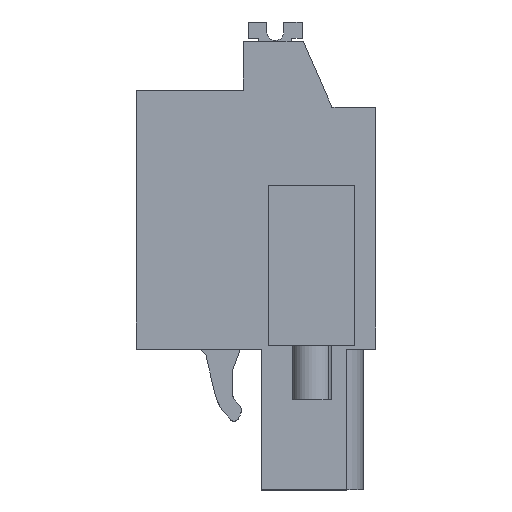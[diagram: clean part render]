
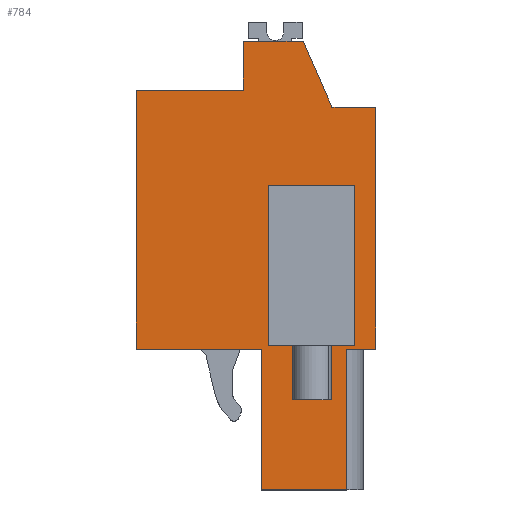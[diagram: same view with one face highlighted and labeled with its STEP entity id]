
A CAD part, left-side view. The second image highlights one B-rep face of the part: STEP entity #784.
In plain terms, the highlighted planar face has unit normal (-1, 0, 0).
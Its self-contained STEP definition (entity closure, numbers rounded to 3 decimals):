
#666=AXIS2_PLACEMENT_3D('Plane Axis2P3D',#663,#664,#665) ;
#42=CARTESIAN_POINT('Vertex',(4.9,7.85,26.59)) ;
#45=CARTESIAN_POINT('Line Origine',(4.9,6.075,26.59)) ;
#49=CARTESIAN_POINT('Vertex',(4.9,4.3,26.59)) ;
#552=CARTESIAN_POINT('Vertex',(4.9,7.85,23.69)) ;
#555=CARTESIAN_POINT('Line Origine',(4.9,7.85,25.14)) ;
#663=CARTESIAN_POINT('Axis2P3D Location',(4.9,6.8,8.35)) ;
#668=CARTESIAN_POINT('Line Origine',(4.9,1.725,4.175)) ;
#672=CARTESIAN_POINT('Vertex',(4.9,1.725,8.35)) ;
#674=CARTESIAN_POINT('Vertex',(4.9,1.725,0.)) ;
#677=CARTESIAN_POINT('Line Origine',(4.9,0.862,8.35)) ;
#681=CARTESIAN_POINT('Vertex',(4.9,0.,8.35)) ;
#684=CARTESIAN_POINT('Line Origine',(4.9,0.,15.52)) ;
#688=CARTESIAN_POINT('Vertex',(4.9,0.,22.69)) ;
#691=CARTESIAN_POINT('Line Origine',(4.9,1.3,22.69)) ;
#695=CARTESIAN_POINT('Vertex',(4.9,2.6,22.69)) ;
#698=CARTESIAN_POINT('Line Origine',(4.9,3.45,24.64)) ;
#703=CARTESIAN_POINT('Line Origine',(4.9,11.025,23.69)) ;
#707=CARTESIAN_POINT('Vertex',(4.9,14.2,23.69)) ;
#710=CARTESIAN_POINT('Line Origine',(4.9,14.2,16.02)) ;
#714=CARTESIAN_POINT('Vertex',(4.9,14.2,8.35)) ;
#717=CARTESIAN_POINT('Line Origine',(4.9,10.485,8.35)) ;
#721=CARTESIAN_POINT('Vertex',(4.9,6.771,8.35)) ;
#724=CARTESIAN_POINT('Line Origine',(4.9,6.771,4.175)) ;
#728=CARTESIAN_POINT('Vertex',(4.9,6.771,0.)) ;
#731=CARTESIAN_POINT('Line Origine',(4.9,4.248,0.)) ;
#750=CARTESIAN_POINT('Line Origine',(4.9,3.8,8.55)) ;
#754=CARTESIAN_POINT('Vertex',(4.9,6.35,8.55)) ;
#756=CARTESIAN_POINT('Vertex',(4.9,1.25,8.55)) ;
#759=CARTESIAN_POINT('Line Origine',(4.9,6.35,13.3)) ;
#763=CARTESIAN_POINT('Vertex',(4.9,6.35,18.05)) ;
#766=CARTESIAN_POINT('Line Origine',(4.9,3.8,18.05)) ;
#770=CARTESIAN_POINT('Vertex',(4.9,1.25,18.05)) ;
#773=CARTESIAN_POINT('Line Origine',(4.9,1.25,13.3)) ;
#46=DIRECTION('Vector Direction',(0.,1.,0.)) ;
#556=DIRECTION('Vector Direction',(0.,0.,-1.)) ;
#664=DIRECTION('Axis2P3D Direction',(1.,0.,0.)) ;
#665=DIRECTION('Axis2P3D XDirection',(0.,1.,0.)) ;
#669=DIRECTION('Vector Direction',(0.,0.,-1.)) ;
#678=DIRECTION('Vector Direction',(0.,-1.,0.)) ;
#685=DIRECTION('Vector Direction',(0.,0.,-1.)) ;
#692=DIRECTION('Vector Direction',(0.,1.,0.)) ;
#699=DIRECTION('Vector Direction',(0.,0.4,0.917)) ;
#704=DIRECTION('Vector Direction',(0.,1.,0.)) ;
#711=DIRECTION('Vector Direction',(0.,0.,1.)) ;
#718=DIRECTION('Vector Direction',(0.,1.,0.)) ;
#725=DIRECTION('Vector Direction',(0.,0.,-1.)) ;
#732=DIRECTION('Vector Direction',(0.,1.,0.)) ;
#751=DIRECTION('Vector Direction',(0.,-1.,0.)) ;
#760=DIRECTION('Vector Direction',(0.,0.,-1.)) ;
#767=DIRECTION('Vector Direction',(0.,-1.,0.)) ;
#774=DIRECTION('Vector Direction',(0.,0.,-1.)) ;
#47=VECTOR('Line Direction',#46,1.) ;
#557=VECTOR('Line Direction',#556,1.) ;
#670=VECTOR('Line Direction',#669,1.) ;
#679=VECTOR('Line Direction',#678,1.) ;
#686=VECTOR('Line Direction',#685,1.) ;
#693=VECTOR('Line Direction',#692,1.) ;
#700=VECTOR('Line Direction',#699,1.) ;
#705=VECTOR('Line Direction',#704,1.) ;
#712=VECTOR('Line Direction',#711,1.) ;
#719=VECTOR('Line Direction',#718,1.) ;
#726=VECTOR('Line Direction',#725,1.) ;
#733=VECTOR('Line Direction',#732,1.) ;
#752=VECTOR('Line Direction',#751,1.) ;
#761=VECTOR('Line Direction',#760,1.) ;
#768=VECTOR('Line Direction',#767,1.) ;
#775=VECTOR('Line Direction',#774,1.) ;
#737=ORIENTED_EDGE('',*,*,#676,.F.) ;
#738=ORIENTED_EDGE('',*,*,#683,.F.) ;
#739=ORIENTED_EDGE('',*,*,#690,.F.) ;
#740=ORIENTED_EDGE('',*,*,#697,.T.) ;
#741=ORIENTED_EDGE('',*,*,#702,.T.) ;
#742=ORIENTED_EDGE('',*,*,#51,.T.) ;
#743=ORIENTED_EDGE('',*,*,#559,.T.) ;
#744=ORIENTED_EDGE('',*,*,#709,.T.) ;
#745=ORIENTED_EDGE('',*,*,#716,.F.) ;
#746=ORIENTED_EDGE('',*,*,#723,.F.) ;
#747=ORIENTED_EDGE('',*,*,#730,.T.) ;
#748=ORIENTED_EDGE('',*,*,#735,.F.) ;
#779=ORIENTED_EDGE('',*,*,#758,.F.) ;
#780=ORIENTED_EDGE('',*,*,#765,.F.) ;
#781=ORIENTED_EDGE('',*,*,#772,.F.) ;
#782=ORIENTED_EDGE('',*,*,#777,.T.) ;
#783=FACE_BOUND('',#778,.T.) ;
#784=ADVANCED_FACE('HOUSING',(#749,#783),#667,.F.) ;
#51=EDGE_CURVE('',#50,#43,#48,.T.) ;
#559=EDGE_CURVE('',#43,#553,#558,.T.) ;
#676=EDGE_CURVE('',#673,#675,#671,.T.) ;
#683=EDGE_CURVE('',#682,#673,#680,.F.) ;
#690=EDGE_CURVE('',#689,#682,#687,.T.) ;
#697=EDGE_CURVE('',#689,#696,#694,.T.) ;
#702=EDGE_CURVE('',#696,#50,#701,.T.) ;
#709=EDGE_CURVE('',#553,#708,#706,.T.) ;
#716=EDGE_CURVE('',#715,#708,#713,.T.) ;
#723=EDGE_CURVE('',#722,#715,#720,.T.) ;
#730=EDGE_CURVE('',#722,#729,#727,.T.) ;
#735=EDGE_CURVE('',#675,#729,#734,.T.) ;
#758=EDGE_CURVE('',#755,#757,#753,.T.) ;
#765=EDGE_CURVE('',#764,#755,#762,.T.) ;
#772=EDGE_CURVE('',#771,#764,#769,.F.) ;
#777=EDGE_CURVE('',#771,#757,#776,.T.) ;
#736=EDGE_LOOP('',(#737,#738,#739,#740,#741,#742,#743,#744,#745,#746,#747,#748)) ;
#778=EDGE_LOOP('',(#779,#780,#781,#782)) ;
#749=FACE_OUTER_BOUND('',#736,.T.) ;
#48=LINE('Line',#45,#47) ;
#558=LINE('Line',#555,#557) ;
#671=LINE('Line',#668,#670) ;
#680=LINE('Line',#677,#679) ;
#687=LINE('Line',#684,#686) ;
#694=LINE('Line',#691,#693) ;
#701=LINE('Line',#698,#700) ;
#706=LINE('Line',#703,#705) ;
#713=LINE('Line',#710,#712) ;
#720=LINE('Line',#717,#719) ;
#727=LINE('Line',#724,#726) ;
#734=LINE('Line',#731,#733) ;
#753=LINE('Line',#750,#752) ;
#762=LINE('Line',#759,#761) ;
#769=LINE('Line',#766,#768) ;
#776=LINE('Line',#773,#775) ;
#667=PLANE('',#666) ;
#43=VERTEX_POINT('',#42) ;
#50=VERTEX_POINT('',#49) ;
#553=VERTEX_POINT('',#552) ;
#673=VERTEX_POINT('',#672) ;
#675=VERTEX_POINT('',#674) ;
#682=VERTEX_POINT('',#681) ;
#689=VERTEX_POINT('',#688) ;
#696=VERTEX_POINT('',#695) ;
#708=VERTEX_POINT('',#707) ;
#715=VERTEX_POINT('',#714) ;
#722=VERTEX_POINT('',#721) ;
#729=VERTEX_POINT('',#728) ;
#755=VERTEX_POINT('',#754) ;
#757=VERTEX_POINT('',#756) ;
#764=VERTEX_POINT('',#763) ;
#771=VERTEX_POINT('',#770) ;
